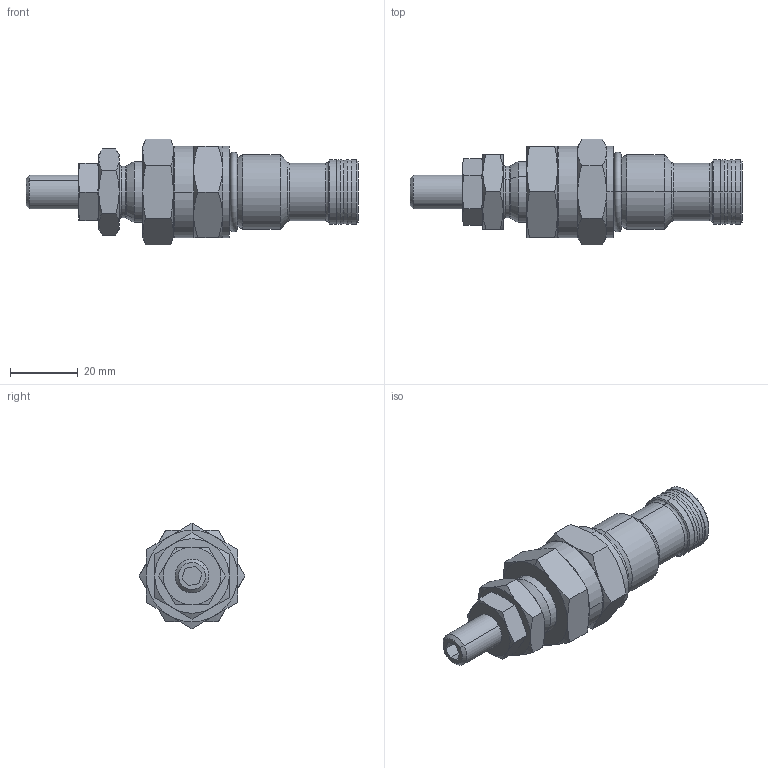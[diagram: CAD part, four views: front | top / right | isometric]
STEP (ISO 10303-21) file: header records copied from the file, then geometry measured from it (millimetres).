
FILE_DESCRIPTION (( 'STEP AP214' ), '1' );
FILE_NAME ('508.022C_Kunde.STEP', '2017-03-15T12:48:02', ( 'User' ), ( '' ), 'SwSTEP 2.0', 'SolidWorks 2016', '' );
FILE_SCHEMA (( 'AUTOMOTIVE_DESIGN' ));
Length unit declared in the file: millimetre
Products named in the file (1): 508.022C_Kunde
Bounding box: 98 x 31.18 x 31.18 mm (x, y, z)
Volume: 33745.2 mm3; surface area: 8488.1 mm2
Topology: 1 solids, 1 shells, 150 faces, 318 edges, 180 vertices
Faces by surface type: cone 76, plane 42, cylinder 18, torus 14
Entity records: 5411 total; most frequent: CARTESIAN_POINT 1137, DIRECTION 658, ORIENTED_EDGE 636, EDGE_CURVE 318, AXIS2_PLACEMENT_3D 285, VERTEX_POINT 180, EDGE_LOOP 160, FACE_OUTER_BOUND 150
